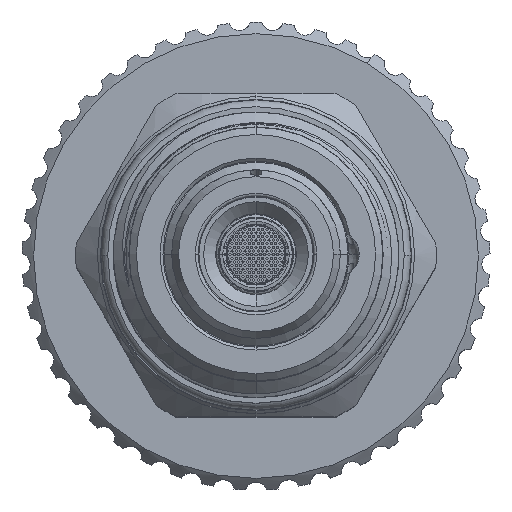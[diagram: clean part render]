
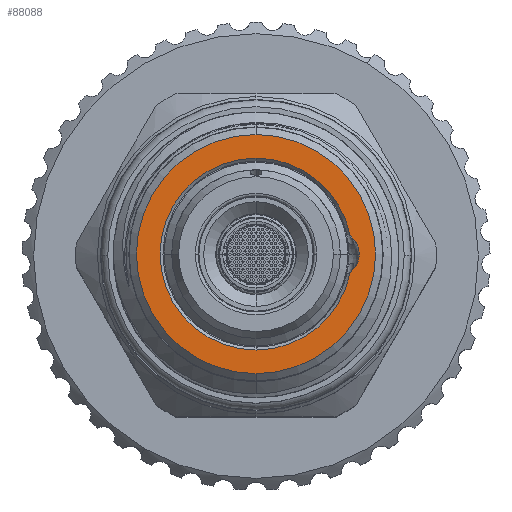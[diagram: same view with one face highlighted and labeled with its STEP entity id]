
A CAD part, top view. The second image highlights one B-rep face of the part: STEP entity #88088.
In plain terms, the highlighted planar face has unit normal (0, 0, 1).
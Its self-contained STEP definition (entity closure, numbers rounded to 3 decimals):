
#132 = DIRECTION ( 'NONE',  ( 0., 0., -1. ) ) ;
#922 = CARTESIAN_POINT ( 'NONE',  ( 6.477, -1.267, 45.25 ) ) ;
#1631 = AXIS2_PLACEMENT_3D ( 'NONE', #91608, #58616, #90899 ) ;
#5501 = AXIS2_PLACEMENT_3D ( 'NONE', #55209, #5723, #102803 ) ;
#5723 = DIRECTION ( 'NONE',  ( 0., 0., -1. ) ) ;
#7221 = CARTESIAN_POINT ( 'NONE',  ( 0., 0., 45.25 ) ) ;
#7951 = CARTESIAN_POINT ( 'NONE',  ( 0., 0., 45.25 ) ) ;
#9015 = DIRECTION ( 'NONE',  ( 0., -1., 0. ) ) ;
#9491 = ORIENTED_EDGE ( 'NONE', *, *, #10285, .T. ) ;
#9932 = AXIS2_PLACEMENT_3D ( 'NONE', #7951, #40498, #9015 ) ;
#10285 = EDGE_CURVE ( 'NONE', #28539, #73702, #103994, .T. ) ;
#10353 = CIRCLE ( 'NONE', #1631, 8.225 ) ;
#11347 = AXIS2_PLACEMENT_3D ( 'NONE', #7221, #96467, #79495 ) ;
#12539 = EDGE_LOOP ( 'NONE', ( #82782, #79806 ) ) ;
#13411 = FACE_OUTER_BOUND ( 'NONE', #12539, .T. ) ;
#14626 = AXIS2_PLACEMENT_3D ( 'NONE', #42467, #24804, #33956 ) ;
#14750 = EDGE_CURVE ( 'NONE', #54857, #68626, #10353, .T. ) ;
#20268 = VERTEX_POINT ( 'NONE', #66474 ) ;
#21417 = EDGE_LOOP ( 'NONE', ( #23895, #45546, #74703, #9491 ) ) ;
#21459 = EDGE_CURVE ( 'NONE', #73702, #81425, #96166, .T. ) ;
#23895 = ORIENTED_EDGE ( 'NONE', *, *, #21459, .T. ) ;
#24804 = DIRECTION ( 'NONE',  ( 0., 0., -1. ) ) ;
#26320 = AXIS2_PLACEMENT_3D ( 'NONE', #42260, #91846, #98993 ) ;
#28539 = VERTEX_POINT ( 'NONE', #72912 ) ;
#33956 = DIRECTION ( 'NONE',  ( 0., -1., 0. ) ) ;
#40498 = DIRECTION ( 'NONE',  ( 0., 0., -1. ) ) ;
#41892 = CARTESIAN_POINT ( 'NONE',  ( 0., 8.225, 45.25 ) ) ;
#42260 = CARTESIAN_POINT ( 'NONE',  ( 0., 0., 45.25 ) ) ;
#42467 = CARTESIAN_POINT ( 'NONE',  ( 0., 0., 45.25 ) ) ;
#45546 = ORIENTED_EDGE ( 'NONE', *, *, #71860, .T. ) ;
#48626 = CARTESIAN_POINT ( 'NONE',  ( 0., 0., 45.25 ) ) ;
#54464 = CARTESIAN_POINT ( 'NONE',  ( 0., -8.225, 45.25 ) ) ;
#54857 = VERTEX_POINT ( 'NONE', #54464 ) ;
#55209 = CARTESIAN_POINT ( 'NONE',  ( 5.5, 0., 45.25 ) ) ;
#57122 = DIRECTION ( 'NONE',  ( 0., -1., 0. ) ) ;
#58616 = DIRECTION ( 'NONE',  ( 0., 0., 1. ) ) ;
#60232 = FACE_BOUND ( 'NONE', #21417, .T. ) ;
#60357 = CIRCLE ( 'NONE', #14626, 6.6 ) ;
#66474 = CARTESIAN_POINT ( 'NONE',  ( 0., 6.6, 45.25 ) ) ;
#67495 = AXIS2_PLACEMENT_3D ( 'NONE', #48626, #132, #57122 ) ;
#68626 = VERTEX_POINT ( 'NONE', #41892 ) ;
#71007 = CARTESIAN_POINT ( 'NONE',  ( 0., -6.6, 45.25 ) ) ;
#71860 = EDGE_CURVE ( 'NONE', #81425, #20268, #98567, .T. ) ;
#72912 = CARTESIAN_POINT ( 'NONE',  ( 6.477, 1.267, 45.25 ) ) ;
#73702 = VERTEX_POINT ( 'NONE', #922 ) ;
#74703 = ORIENTED_EDGE ( 'NONE', *, *, #88645, .T. ) ;
#77561 = CIRCLE ( 'NONE', #11347, 8.225 ) ;
#79495 = DIRECTION ( 'NONE',  ( 0., -1., 0. ) ) ;
#79806 = ORIENTED_EDGE ( 'NONE', *, *, #95958, .T. ) ;
#81425 = VERTEX_POINT ( 'NONE', #71007 ) ;
#82782 = ORIENTED_EDGE ( 'NONE', *, *, #14750, .T. ) ;
#88088 = ADVANCED_FACE ( 'NONE', ( #60232, #13411 ), #89746, .F. ) ;
#88645 = EDGE_CURVE ( 'NONE', #20268, #28539, #60357, .T. ) ;
#89746 = PLANE ( 'NONE',  #67495 ) ;
#90899 = DIRECTION ( 'NONE',  ( 0., -1., 0. ) ) ;
#91608 = CARTESIAN_POINT ( 'NONE',  ( 0., 0., 45.25 ) ) ;
#91846 = DIRECTION ( 'NONE',  ( 0., 0., -1. ) ) ;
#95958 = EDGE_CURVE ( 'NONE', #68626, #54857, #77561, .T. ) ;
#96166 = CIRCLE ( 'NONE', #26320, 6.6 ) ;
#96467 = DIRECTION ( 'NONE',  ( 0., 0., 1. ) ) ;
#98567 = CIRCLE ( 'NONE', #9932, 6.6 ) ;
#98993 = DIRECTION ( 'NONE',  ( 0., -1., 0. ) ) ;
#102803 = DIRECTION ( 'NONE',  ( -1., 0., 0. ) ) ;
#103994 = CIRCLE ( 'NONE', #5501, 1.6 ) ;
